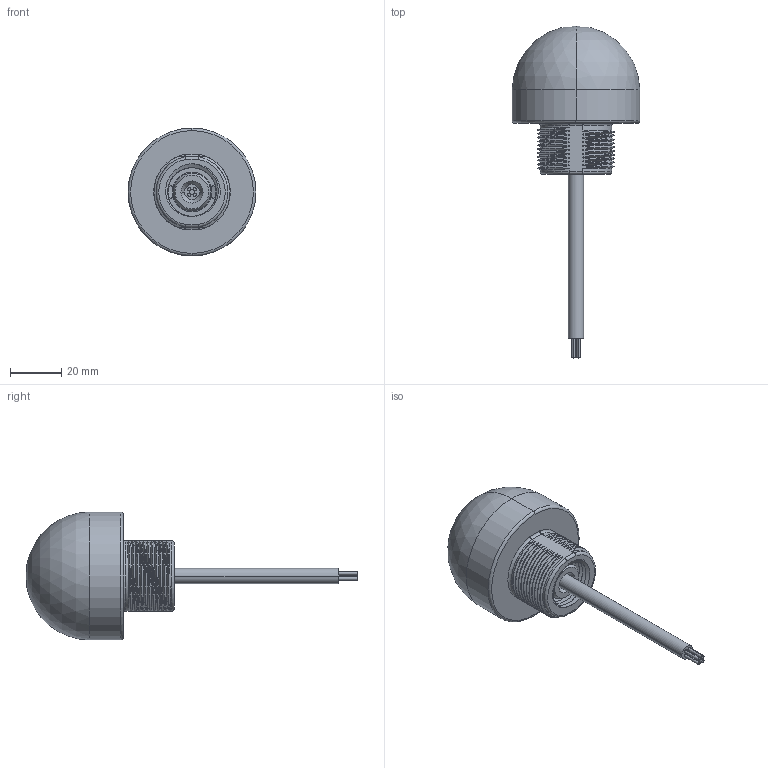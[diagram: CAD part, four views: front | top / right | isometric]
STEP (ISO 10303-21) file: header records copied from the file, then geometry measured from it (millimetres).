
FILE_DESCRIPTION((''),'2;1');
FILE_NAME('144871_ASM','2025-06-27T12:42:26',('banengservice'),('BANNER ENGINEERING'),'CREO PARAMETRIC BY PTC INC, 2022414','CREO PARAMETRIC BY PTC INC, 2022414','');
FILE_SCHEMA(('CONFIG_CONTROL_DESIGN'));
Products named in the file (6): 126458; 32626; 132098_2; 164906; 129213_ASM; 144871_ASM
Assembly tree (5 placements, depth 3):
  144871_ASM
    126458
    32626
    132098_2
    129213_ASM
      164906
Bounding box: 50 x 129.82 x 50 mm (x, y, z)
Volume: 28365.2 mm3; surface area: 23394.6 mm2
Topology: 4 solids, 4 shells, 349 faces, 855 edges, 529 vertices
Faces by surface type: cylinder 134, bspline 95, plane 52, torus 30, sphere 20, cone 18
Entity records: 31272 total; most frequent: CARTESIAN_POINT 23473, ORIENTED_EDGE 1702, DIRECTION 1459, EDGE_CURVE 851, AXIS2_PLACEMENT_3D 605, VERTEX_POINT 529, EDGE_LOOP 376, FACE_OUTER_BOUND 349
